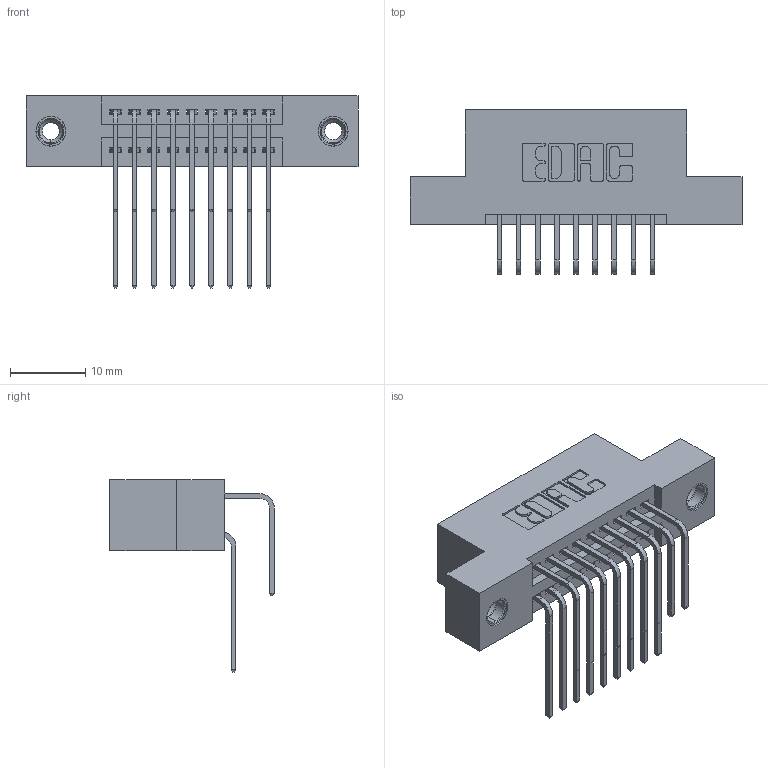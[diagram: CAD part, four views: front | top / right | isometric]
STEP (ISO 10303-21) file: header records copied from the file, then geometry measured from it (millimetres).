
FILE_DESCRIPTION (( 'STEP AP203' ), '1' );
FILE_NAME ('395-018-558-208.STEP', '2019-10-15T20:20:23', ( '' ), ( '' ), 'SwSTEP 2.0', 'SolidWorks 2016', '' );
FILE_SCHEMA (( 'CONFIG_CONTROL_DESIGN' ));
Length unit declared in the file: inch
Products named in the file (5): 345-292-001_558 Tail - 2; 345-250-001_345-250-003-102; 395-018-558-208; 345 Part_Flush Mounting Lugs - 0.156 Dia-TI; 345-292-001_558 559 Tail - 1
Assembly tree (21 placements, depth 2):
  395-018-558-208
    345 Part_Flush Mounting Lugs - 0.156 Dia-TI
    345-292-001_558 559 Tail - 1  x9
    345-292-001_558 Tail - 2  x9
    345-250-001_345-250-003-102  x2
Bounding box: 44.07 x 21.83 x 25.53 mm (x, y, z)
Volume: 4071.9 mm3; surface area: 5881.5 mm2
Topology: 21 solids, 21 shells, 1122 faces, 3267 edges, 2146 vertices
Faces by surface type: plane 742, cylinder 364, cone 12, torus 4
Entity records: 14342 total; most frequent: CARTESIAN_POINT 2462, ORIENTED_EDGE 2338, DIRECTION 2211, EDGE_CURVE 1169, VECTOR 941, LINE 941, VERTEX_POINT 772, AXIS2_PLACEMENT_3D 635
